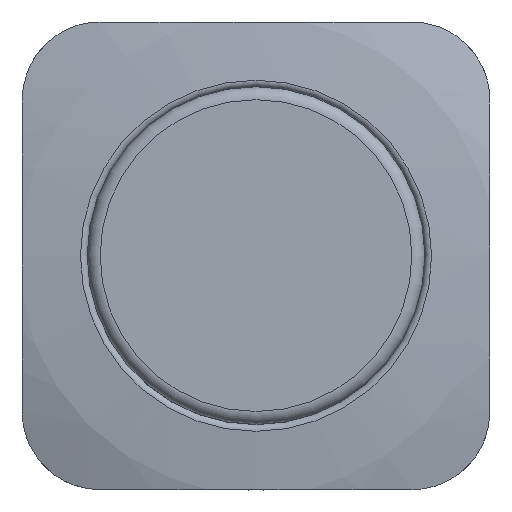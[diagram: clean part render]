
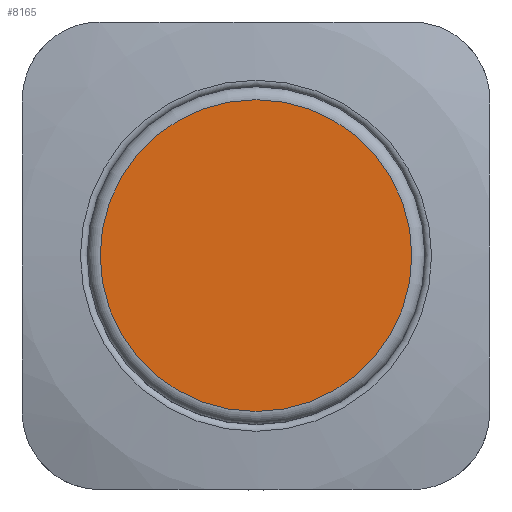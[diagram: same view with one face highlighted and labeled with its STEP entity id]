
A CAD part, top view. The second image highlights one B-rep face of the part: STEP entity #8165.
In plain terms, the highlighted planar face has unit normal (0, 0, 1).
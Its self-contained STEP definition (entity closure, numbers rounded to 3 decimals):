
#544=PLANE('',#8710);
#2407=FACE_OUTER_BOUND('',#2849,.T.);
#2849=EDGE_LOOP('',(#5605));
#3300=CIRCLE('',#8705,6.);
#3460=VERTEX_POINT('',#11068);
#4315=EDGE_CURVE('',#3460,#3460,#3300,.T.);
#5605=ORIENTED_EDGE('',*,*,#4315,.F.);
#8165=ADVANCED_FACE('',(#2407),#544,.T.);
#8705=AXIS2_PLACEMENT_3D('',#11069,#9245,#9246);
#8710=AXIS2_PLACEMENT_3D('',#11077,#9256,#9257);
#9245=DIRECTION('center_axis',(0.,0.,-1.));
#9246=DIRECTION('ref_axis',(1.,0.,0.));
#9256=DIRECTION('center_axis',(0.,0.,1.));
#9257=DIRECTION('ref_axis',(1.,0.,0.));
#11068=CARTESIAN_POINT('',(-6.,0.,6.3));
#11069=CARTESIAN_POINT('Origin',(0.,0.,6.3));
#11077=CARTESIAN_POINT('Origin',(0.,0.,6.3));
